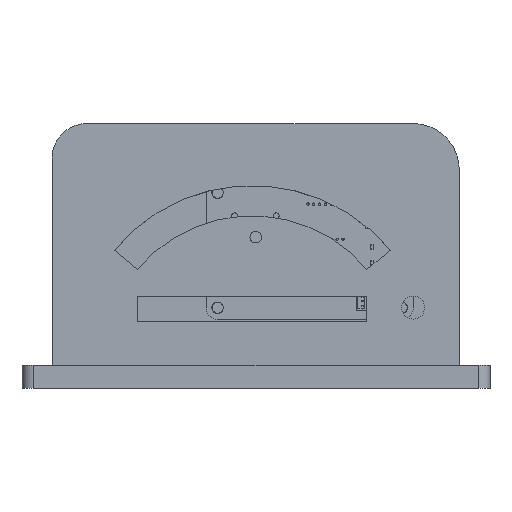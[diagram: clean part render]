
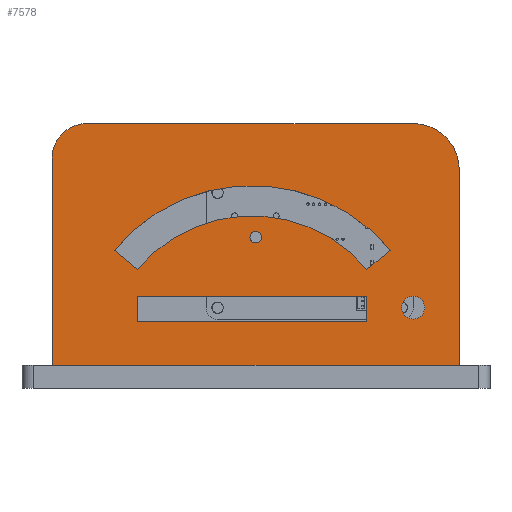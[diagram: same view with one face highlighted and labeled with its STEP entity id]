
A CAD part, top view. The second image highlights one B-rep face of the part: STEP entity #7578.
In plain terms, the highlighted planar face has unit normal (0, 0, 1).
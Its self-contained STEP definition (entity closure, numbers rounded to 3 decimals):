
#265=FACE_BOUND('',#1306,.T.);
#266=FACE_BOUND('',#1307,.T.);
#267=FACE_BOUND('',#1308,.T.);
#268=FACE_BOUND('',#1309,.T.);
#405=CIRCLE('',#8105,5.);
#428=CIRCLE('',#8145,78.171);
#441=CIRCLE('',#8180,64.992);
#442=CIRCLE('',#8184,2.5);
#443=CIRCLE('',#8187,15.);
#444=CIRCLE('',#8190,20.);
#825=FACE_OUTER_BOUND('',#1305,.T.);
#1305=EDGE_LOOP('',(#6554,#6555,#6556,#6557,#6558,#6559));
#1306=EDGE_LOOP('',(#6560));
#1307=EDGE_LOOP('',(#6561));
#1308=EDGE_LOOP('',(#6562,#6563,#6564,#6565));
#1309=EDGE_LOOP('',(#6566,#6567,#6568,#6569));
#2088=LINE('',#12051,#2908);
#2090=LINE('',#12056,#2910);
#2093=LINE('',#12061,#2913);
#2113=LINE('',#12119,#2933);
#2127=LINE('',#12156,#2947);
#2129=LINE('',#12162,#2949);
#2131=LINE('',#12165,#2951);
#2133=LINE('',#12172,#2953);
#2136=LINE('',#12180,#2956);
#2139=LINE('',#12187,#2959);
#2908=VECTOR('',#9960,10.);
#2910=VECTOR('',#9964,10.);
#2913=VECTOR('',#9969,10.);
#2933=VECTOR('',#10021,10.);
#2947=VECTOR('',#10063,10.);
#2949=VECTOR('',#10071,10.);
#2951=VECTOR('',#10075,10.);
#2953=VECTOR('',#10083,10.);
#2956=VECTOR('',#10092,10.);
#2959=VECTOR('',#10101,10.);
#3538=VERTEX_POINT('',#11951);
#3571=VERTEX_POINT('',#12043);
#3572=VERTEX_POINT('',#12045);
#3573=VERTEX_POINT('',#12049);
#3574=VERTEX_POINT('',#12053);
#3575=VERTEX_POINT('',#12055);
#3576=VERTEX_POINT('',#12059);
#3597=VERTEX_POINT('',#12116);
#3598=VERTEX_POINT('',#12118);
#3607=VERTEX_POINT('',#12155);
#3608=VERTEX_POINT('',#12161);
#3609=VERTEX_POINT('',#12167);
#3610=VERTEX_POINT('',#12171);
#3611=VERTEX_POINT('',#12175);
#3612=VERTEX_POINT('',#12179);
#3613=VERTEX_POINT('',#12183);
#4490=EDGE_CURVE('',#3538,#3538,#405,.T.);
#4533=EDGE_CURVE('',#3572,#3571,#428,.T.);
#4536=EDGE_CURVE('',#3571,#3573,#2088,.T.);
#4538=EDGE_CURVE('',#3575,#3574,#2090,.T.);
#4541=EDGE_CURVE('',#3574,#3576,#2093,.T.);
#4569=EDGE_CURVE('',#3598,#3597,#2113,.T.);
#4587=EDGE_CURVE('',#3607,#3572,#2127,.T.);
#4589=EDGE_CURVE('',#3573,#3607,#441,.T.);
#4590=EDGE_CURVE('',#3608,#3575,#2129,.T.);
#4592=EDGE_CURVE('',#3576,#3608,#2131,.T.);
#4593=EDGE_CURVE('',#3609,#3609,#442,.T.);
#4595=EDGE_CURVE('',#3610,#3598,#2133,.T.);
#4597=EDGE_CURVE('',#3611,#3610,#443,.T.);
#4599=EDGE_CURVE('',#3612,#3611,#2136,.T.);
#4601=EDGE_CURVE('',#3613,#3612,#444,.T.);
#4603=EDGE_CURVE('',#3597,#3613,#2139,.T.);
#6554=ORIENTED_EDGE('',*,*,#4569,.T.);
#6555=ORIENTED_EDGE('',*,*,#4603,.T.);
#6556=ORIENTED_EDGE('',*,*,#4601,.T.);
#6557=ORIENTED_EDGE('',*,*,#4599,.T.);
#6558=ORIENTED_EDGE('',*,*,#4597,.T.);
#6559=ORIENTED_EDGE('',*,*,#4595,.T.);
#6560=ORIENTED_EDGE('',*,*,#4490,.T.);
#6561=ORIENTED_EDGE('',*,*,#4593,.T.);
#6562=ORIENTED_EDGE('',*,*,#4541,.T.);
#6563=ORIENTED_EDGE('',*,*,#4592,.T.);
#6564=ORIENTED_EDGE('',*,*,#4590,.T.);
#6565=ORIENTED_EDGE('',*,*,#4538,.T.);
#6566=ORIENTED_EDGE('',*,*,#4536,.T.);
#6567=ORIENTED_EDGE('',*,*,#4589,.T.);
#6568=ORIENTED_EDGE('',*,*,#4587,.T.);
#6569=ORIENTED_EDGE('',*,*,#4533,.T.);
#6932=PLANE('',#8192);
#7578=ADVANCED_FACE('',(#825,#265,#266,#267,#268),#6932,.T.);
#8105=AXIS2_PLACEMENT_3D('',#11952,#9854,#9855);
#8145=AXIS2_PLACEMENT_3D('',#12046,#9954,#9955);
#8180=AXIS2_PLACEMENT_3D('',#12159,#10067,#10068);
#8184=AXIS2_PLACEMENT_3D('',#12168,#10078,#10079);
#8187=AXIS2_PLACEMENT_3D('',#12176,#10087,#10088);
#8190=AXIS2_PLACEMENT_3D('',#12184,#10096,#10097);
#8192=AXIS2_PLACEMENT_3D('',#12188,#10102,#10103);
#9854=DIRECTION('center_axis',(0.,0.,-1.));
#9855=DIRECTION('ref_axis',(-1.,0.,0.));
#9954=DIRECTION('center_axis',(0.,0.,-1.));
#9955=DIRECTION('ref_axis',(0.768,0.641,0.));
#9960=DIRECTION('',(-0.768,-0.641,0.));
#9964=DIRECTION('',(0.,-1.,0.));
#9969=DIRECTION('',(-1.,0.,0.));
#10021=DIRECTION('',(1.,0.,0.));
#10063=DIRECTION('',(-0.768,0.641,0.));
#10067=DIRECTION('center_axis',(0.,0.,1.));
#10068=DIRECTION('ref_axis',(0.768,0.641,0.));
#10071=DIRECTION('',(1.,0.,0.));
#10075=DIRECTION('',(0.,1.,0.));
#10078=DIRECTION('center_axis',(0.,0.,-1.));
#10079=DIRECTION('ref_axis',(1.,0.,0.));
#10083=DIRECTION('',(0.,-1.,0.));
#10087=DIRECTION('center_axis',(0.,0.,1.));
#10088=DIRECTION('ref_axis',(0.,1.,0.));
#10092=DIRECTION('',(-1.,0.,0.));
#10096=DIRECTION('center_axis',(0.,0.,1.));
#10097=DIRECTION('ref_axis',(1.,0.,0.));
#10101=DIRECTION('',(0.,1.,0.));
#10102=DIRECTION('center_axis',(0.,0.,1.));
#10103=DIRECTION('ref_axis',(1.,0.,0.));
#11951=CARTESIAN_POINT('',(190.,-130.,50.));
#11952=CARTESIAN_POINT('Origin',(185.,-130.,50.));
#12043=CARTESIAN_POINT('',(175.,-105.,50.));
#12045=CARTESIAN_POINT('',(55.,-105.,50.));
#12046=CARTESIAN_POINT('Origin',(115.,-155.107,50.));
#12049=CARTESIAN_POINT('',(164.885,-113.447,50.));
#12051=CARTESIAN_POINT('',(164.885,-113.447,50.));
#12053=CARTESIAN_POINT('',(164.851,-136.156,50.));
#12055=CARTESIAN_POINT('',(164.851,-125.113,50.));
#12056=CARTESIAN_POINT('',(164.851,-125.113,50.));
#12059=CARTESIAN_POINT('',(65.115,-136.156,50.));
#12061=CARTESIAN_POINT('',(164.851,-136.156,50.));
#12116=CARTESIAN_POINT('',(205.,-155.,50.));
#12118=CARTESIAN_POINT('',(28.105,-155.,50.));
#12119=CARTESIAN_POINT('',(116.552,-155.,50.));
#12155=CARTESIAN_POINT('',(65.115,-113.447,50.));
#12156=CARTESIAN_POINT('',(55.,-105.,50.));
#12159=CARTESIAN_POINT('Origin',(115.,-155.107,50.));
#12161=CARTESIAN_POINT('',(65.115,-125.113,50.));
#12162=CARTESIAN_POINT('',(65.115,-125.113,50.));
#12165=CARTESIAN_POINT('',(65.115,-136.156,50.));
#12167=CARTESIAN_POINT('',(114.052,-99.39,50.));
#12168=CARTESIAN_POINT('Origin',(116.552,-99.39,50.));
#12171=CARTESIAN_POINT('',(28.105,-65.,50.));
#12172=CARTESIAN_POINT('',(28.105,-155.,50.));
#12175=CARTESIAN_POINT('',(43.105,-50.,50.));
#12176=CARTESIAN_POINT('Origin',(43.105,-65.,50.));
#12179=CARTESIAN_POINT('',(185.,-50.,50.));
#12180=CARTESIAN_POINT('',(200.,-50.,50.));
#12183=CARTESIAN_POINT('',(205.,-70.,50.));
#12184=CARTESIAN_POINT('Origin',(185.,-70.,50.));
#12187=CARTESIAN_POINT('',(205.,-155.,50.));
#12188=CARTESIAN_POINT('Origin',(116.552,-102.5,50.));
